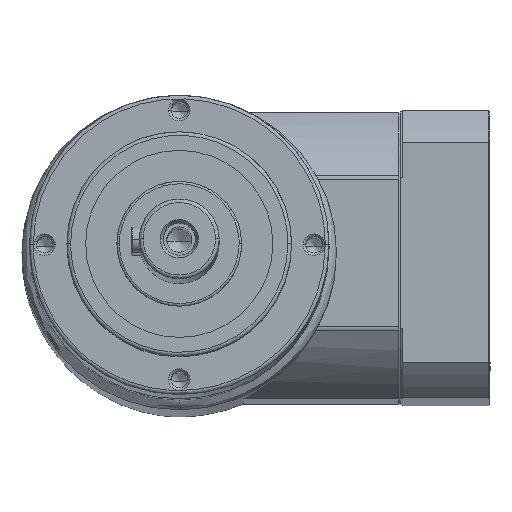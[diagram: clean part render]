
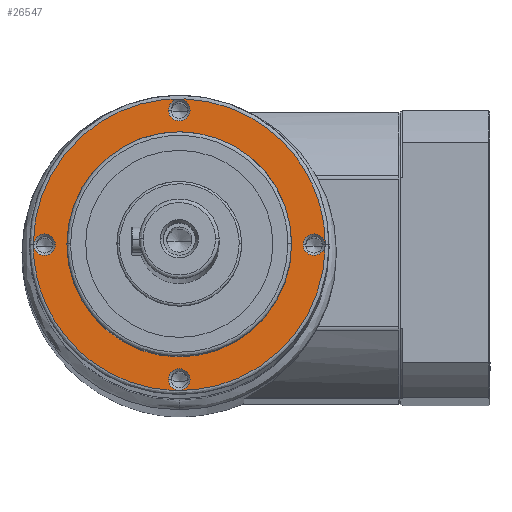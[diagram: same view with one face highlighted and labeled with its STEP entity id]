
A CAD part, left-side view. The second image highlights one B-rep face of the part: STEP entity #26547.
In plain terms, the highlighted face is planar.
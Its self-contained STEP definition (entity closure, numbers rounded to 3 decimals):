
#69 = CARTESIAN_POINT ( 'NONE',  ( -58.5, 117., 64. ) ) ;
#407 = AXIS2_PLACEMENT_3D ( 'NONE', #19665, #5939, #22058 ) ;
#715 = CIRCLE ( 'NONE', #6334, 4.324 ) ;
#717 = AXIS2_PLACEMENT_3D ( 'NONE', #16917, #3175, #19272 ) ;
#835 = CARTESIAN_POINT ( 'NONE',  ( -58.324, 0., 64. ) ) ;
#1401 = ORIENTED_EDGE ( 'NONE', *, *, #25329, .T. ) ;
#1526 = ORIENTED_EDGE ( 'NONE', *, *, #27108, .F. ) ;
#2003 = DIRECTION ( 'NONE',  ( 0., 0., -1. ) ) ;
#2351 = AXIS2_PLACEMENT_3D ( 'NONE', #15806, #2003, #18049 ) ;
#2486 = CARTESIAN_POINT ( 'NONE',  ( 58.5, 117., 64. ) ) ;
#2573 = AXIS2_PLACEMENT_3D ( 'NONE', #22384, #8619, #24600 ) ;
#2791 = CARTESIAN_POINT ( 'NONE',  ( -49.676, 0., 64. ) ) ;
#3027 = FACE_BOUND ( 'NONE', #6429, .T. ) ;
#3112 = CIRCLE ( 'NONE', #4691, 4.324 ) ;
#3175 = DIRECTION ( 'NONE',  ( 0., 0., -1. ) ) ;
#3266 = AXIS2_PLACEMENT_3D ( 'NONE', #9682, #25601, #12028 ) ;
#3305 = CARTESIAN_POINT ( 'NONE',  ( -54., 0., 64. ) ) ;
#3477 = CARTESIAN_POINT ( 'NONE',  ( -58.5, 0., 64. ) ) ;
#4691 = AXIS2_PLACEMENT_3D ( 'NONE', #13123, #29050, #15388 ) ;
#5299 = AXIS2_PLACEMENT_3D ( 'NONE', #12650, #28570, #14919 ) ;
#5670 = DIRECTION ( 'NONE',  ( 1., 0., 0. ) ) ;
#5939 = DIRECTION ( 'NONE',  ( 0., 0., -1. ) ) ;
#6204 = AXIS2_PLACEMENT_3D ( 'NONE', #11587, #27511, #13857 ) ;
#6334 = AXIS2_PLACEMENT_3D ( 'NONE', #11101, #27005, #13354 ) ;
#6429 = EDGE_LOOP ( 'NONE', ( #18954, #1401 ) ) ;
#6836 = AXIS2_PLACEMENT_3D ( 'NONE', #3305, #19389, #5670 ) ;
#7101 = CARTESIAN_POINT ( 'NONE',  ( -58.5, 0., 64. ) ) ;
#8422 = CIRCLE ( 'NONE', #717, 4.324 ) ;
#8619 = DIRECTION ( 'NONE',  ( 0., 0., 1. ) ) ;
#9014 = EDGE_LOOP ( 'NONE', ( #29674, #29212 ) ) ;
#9143 = CARTESIAN_POINT ( 'NONE',  ( 0., -54., 64. ) ) ;
#9260 = FACE_BOUND ( 'NONE', #11431, .T. ) ;
#9509 = CIRCLE ( 'NONE', #22283, 4.324 ) ;
#9558 = CIRCLE ( 'NONE', #6204, 4.324 ) ;
#9682 = CARTESIAN_POINT ( 'NONE',  ( 54., 0., 64. ) ) ;
#10004 = FACE_BOUND ( 'NONE', #9014, .T. ) ;
#10318 = CIRCLE ( 'NONE', #6836, 4.324 ) ;
#11068 = VERTEX_POINT ( 'NONE', #19372 ) ;
#11101 = CARTESIAN_POINT ( 'NONE',  ( 0., -54., 64. ) ) ;
#11431 = EDGE_LOOP ( 'NONE', ( #23857, #13330 ) ) ;
#11508 = DIRECTION ( 'NONE',  ( 1., 0., 0. ) ) ;
#11587 = CARTESIAN_POINT ( 'NONE',  ( 0., 54., 64. ) ) ;
#11676 = ORIENTED_EDGE ( 'NONE', *, *, #24870, .T. ) ;
#12028 = DIRECTION ( 'NONE',  ( 1., 0., 0. ) ) ;
#12222 = CARTESIAN_POINT ( 'NONE',  ( 58.5, 0., 64. ) ) ;
#12650 = CARTESIAN_POINT ( 'NONE',  ( 0., 0., 64. ) ) ;
#13070 = VERTEX_POINT ( 'NONE', #18917 ) ;
#13123 = CARTESIAN_POINT ( 'NONE',  ( 54., 0., 64. ) ) ;
#13172 = PLANE ( 'NONE',  #2573 ) ;
#13194 = VERTEX_POINT ( 'NONE', #835 ) ;
#13330 = ORIENTED_EDGE ( 'NONE', *, *, #25709, .T. ) ;
#13354 = DIRECTION ( 'NONE',  ( 1., 0., 0. ) ) ;
#13764 =( BOUNDED_CURVE ( )  B_SPLINE_CURVE ( 3, ( #7101, #69, #2486, #18542 ),
 .UNSPECIFIED., .F., .F. ) 
 B_SPLINE_CURVE_WITH_KNOTS ( ( 4, 4 ),
 ( 0.5, 1. ),
 .UNSPECIFIED. ) 
 CURVE ( )  GEOMETRIC_REPRESENTATION_ITEM ( )  RATIONAL_B_SPLINE_CURVE ( ( 1., 0.333, 0.333, 1. ) ) 
 REPRESENTATION_ITEM ( '' )  );
#13857 = DIRECTION ( 'NONE',  ( 1., 0., 0. ) ) ;
#14210 = CIRCLE ( 'NONE', #407, 45. ) ;
#14919 = DIRECTION ( 'NONE',  ( -1., 0., 0. ) ) ;
#15010 = CARTESIAN_POINT ( 'NONE',  ( 58.5, -117., 64. ) ) ;
#15335 = FACE_OUTER_BOUND ( 'NONE', #25323, .T. ) ;
#15388 = DIRECTION ( 'NONE',  ( 1., 0., 0. ) ) ;
#15650 = VERTEX_POINT ( 'NONE', #27490 ) ;
#15806 = CARTESIAN_POINT ( 'NONE',  ( -54., 0., 64. ) ) ;
#15931 = ORIENTED_EDGE ( 'NONE', *, *, #19436, .F. ) ;
#16189 = VERTEX_POINT ( 'NONE', #22510 ) ;
#16664 = CARTESIAN_POINT ( 'NONE',  ( -45., 0., 64. ) ) ;
#16684 = VERTEX_POINT ( 'NONE', #27392 ) ;
#16917 = CARTESIAN_POINT ( 'NONE',  ( 0., 54., 64. ) ) ;
#17188 = CARTESIAN_POINT ( 'NONE',  ( -58.5, -117., 64. ) ) ;
#18049 = DIRECTION ( 'NONE',  ( 1., 0., 0. ) ) ;
#18169 = CARTESIAN_POINT ( 'NONE',  ( 4.324, -54., 64. ) ) ;
#18542 = CARTESIAN_POINT ( 'NONE',  ( 58.5, 0., 64. ) ) ;
#18917 = CARTESIAN_POINT ( 'NONE',  ( 49.676, 0., 64. ) ) ;
#18954 = ORIENTED_EDGE ( 'NONE', *, *, #27303, .T. ) ;
#19009 = VERTEX_POINT ( 'NONE', #18169 ) ;
#19272 = DIRECTION ( 'NONE',  ( 1., 0., 0. ) ) ;
#19372 = CARTESIAN_POINT ( 'NONE',  ( 45., 0., 64. ) ) ;
#19389 = DIRECTION ( 'NONE',  ( 0., 0., -1. ) ) ;
#19436 = EDGE_CURVE ( 'NONE', #26382, #16684, #25239, .T. ) ;
#19665 = CARTESIAN_POINT ( 'NONE',  ( 0., 0., 64. ) ) ;
#20275 = ORIENTED_EDGE ( 'NONE', *, *, #25145, .T. ) ;
#20325 = VERTEX_POINT ( 'NONE', #22194 ) ;
#20363 = CIRCLE ( 'NONE', #2351, 4.324 ) ;
#20755 = EDGE_LOOP ( 'NONE', ( #21277, #20275 ) ) ;
#21211 = CIRCLE ( 'NONE', #5299, 45. ) ;
#21277 = ORIENTED_EDGE ( 'NONE', *, *, #28213, .T. ) ;
#21695 = VERTEX_POINT ( 'NONE', #24028 ) ;
#22058 = DIRECTION ( 'NONE',  ( -1., 0., 0. ) ) ;
#22081 = VERTEX_POINT ( 'NONE', #16664 ) ;
#22194 = CARTESIAN_POINT ( 'NONE',  ( 4.324, 54., 64. ) ) ;
#22283 = AXIS2_PLACEMENT_3D ( 'NONE', #9143, #25098, #11508 ) ;
#22384 = CARTESIAN_POINT ( 'NONE',  ( 0., 0., 64. ) ) ;
#22510 = CARTESIAN_POINT ( 'NONE',  ( -4.324, 54., 64. ) ) ;
#22621 = EDGE_LOOP ( 'NONE', ( #11676, #27138 ) ) ;
#23127 = VERTEX_POINT ( 'NONE', #2791 ) ;
#23857 = ORIENTED_EDGE ( 'NONE', *, *, #27430, .T. ) ;
#24028 = CARTESIAN_POINT ( 'NONE',  ( 58.324, 0., 64. ) ) ;
#24600 = DIRECTION ( 'NONE',  ( 1., 0., 0. ) ) ;
#24870 = EDGE_CURVE ( 'NONE', #23127, #13194, #10318, .T. ) ;
#25098 = DIRECTION ( 'NONE',  ( 0., 0., -1. ) ) ;
#25145 = EDGE_CURVE ( 'NONE', #15650, #19009, #715, .T. ) ;
#25239 =( BOUNDED_CURVE ( )  B_SPLINE_CURVE ( 3, ( #29569, #15010, #17188, #3477 ),
 .UNSPECIFIED., .F., .T. ) 
 B_SPLINE_CURVE_WITH_KNOTS ( ( 4, 4 ),
 ( 0., 0.5 ),
 .UNSPECIFIED. ) 
 CURVE ( )  GEOMETRIC_REPRESENTATION_ITEM ( )  RATIONAL_B_SPLINE_CURVE ( ( 1., 0.333, 0.333, 1. ) ) 
 REPRESENTATION_ITEM ( '' )  );
#25323 = EDGE_LOOP ( 'NONE', ( #1526, #15931 ) ) ;
#25329 = EDGE_CURVE ( 'NONE', #16189, #20325, #9558, .T. ) ;
#25601 = DIRECTION ( 'NONE',  ( 0., 0., -1. ) ) ;
#25709 = EDGE_CURVE ( 'NONE', #11068, #22081, #21211, .T. ) ;
#25848 = EDGE_CURVE ( 'NONE', #21695, #13070, #3112, .T. ) ;
#26285 = EDGE_CURVE ( 'NONE', #13070, #21695, #26778, .T. ) ;
#26382 = VERTEX_POINT ( 'NONE', #12222 ) ;
#26547 = ADVANCED_FACE ( 'NONE', ( #27492, #10004, #15335, #9260, #3027, #26755 ), #13172, .T. ) ;
#26687 = EDGE_CURVE ( 'NONE', #13194, #23127, #20363, .T. ) ;
#26755 = FACE_BOUND ( 'NONE', #20755, .T. ) ;
#26778 = CIRCLE ( 'NONE', #3266, 4.324 ) ;
#27005 = DIRECTION ( 'NONE',  ( 0., 0., -1. ) ) ;
#27108 = EDGE_CURVE ( 'NONE', #16684, #26382, #13764, .T. ) ;
#27138 = ORIENTED_EDGE ( 'NONE', *, *, #26687, .T. ) ;
#27303 = EDGE_CURVE ( 'NONE', #20325, #16189, #8422, .T. ) ;
#27392 = CARTESIAN_POINT ( 'NONE',  ( -58.5, 0., 64. ) ) ;
#27430 = EDGE_CURVE ( 'NONE', #22081, #11068, #14210, .T. ) ;
#27490 = CARTESIAN_POINT ( 'NONE',  ( -4.324, -54., 64. ) ) ;
#27492 = FACE_BOUND ( 'NONE', #22621, .T. ) ;
#27511 = DIRECTION ( 'NONE',  ( 0., 0., -1. ) ) ;
#28213 = EDGE_CURVE ( 'NONE', #19009, #15650, #9509, .T. ) ;
#28570 = DIRECTION ( 'NONE',  ( 0., 0., -1. ) ) ;
#29050 = DIRECTION ( 'NONE',  ( 0., 0., -1. ) ) ;
#29212 = ORIENTED_EDGE ( 'NONE', *, *, #26285, .T. ) ;
#29569 = CARTESIAN_POINT ( 'NONE',  ( 58.5, 0., 64. ) ) ;
#29674 = ORIENTED_EDGE ( 'NONE', *, *, #25848, .T. ) ;
